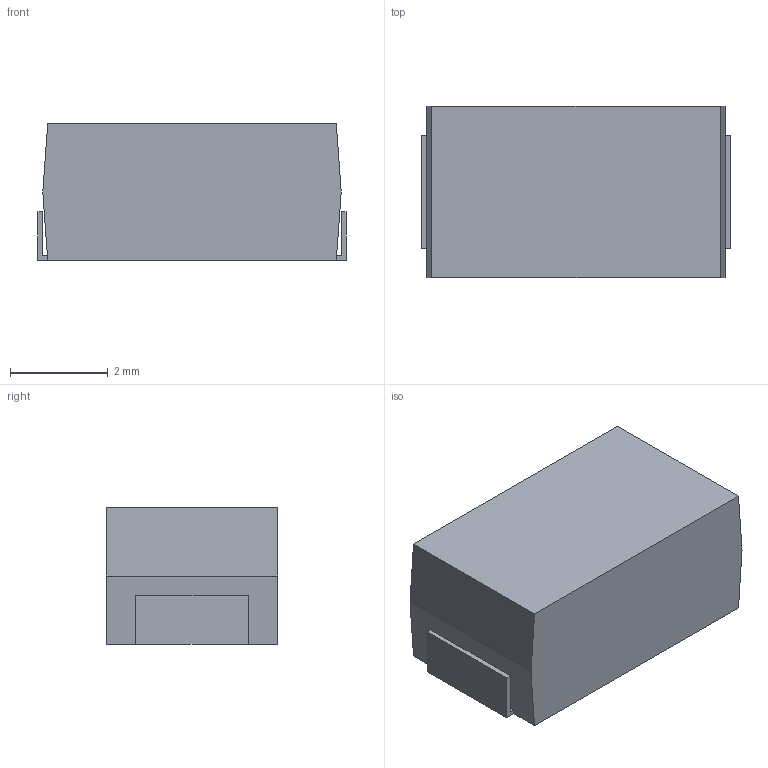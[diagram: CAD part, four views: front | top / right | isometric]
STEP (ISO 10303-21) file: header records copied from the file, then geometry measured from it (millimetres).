
FILE_DESCRIPTION((''),'2;1');
FILE_NAME('RESM6032X280N.stp','2009-05-27T11:11:34',(''),(''),'Mechanical Desktop 2006','Mechanical Desktop 2006',', , ');
FILE_SCHEMA(('AUTOMOTIVE_DESIGN { 1 2 10303 214 0 1 1 1 }'));
Length unit declared in the file: millimetre
Products named in the file (1): Product
Bounding box: 6.3 x 3.5 x 2.8 mm (x, y, z)
Volume: 59.3 mm3; surface area: 120.1 mm2
Topology: 3 solids, 3 shells, 32 faces, 78 edges, 52 vertices
Faces by surface type: plane 20, bspline 12
Entity records: 972 total; most frequent: CARTESIAN_POINT 199, ORIENTED_EDGE 156, DIRECTION 120, VECTOR 78, LINE 78, EDGE_CURVE 78, VERTEX_POINT 52, EDGE_LOOP 32
